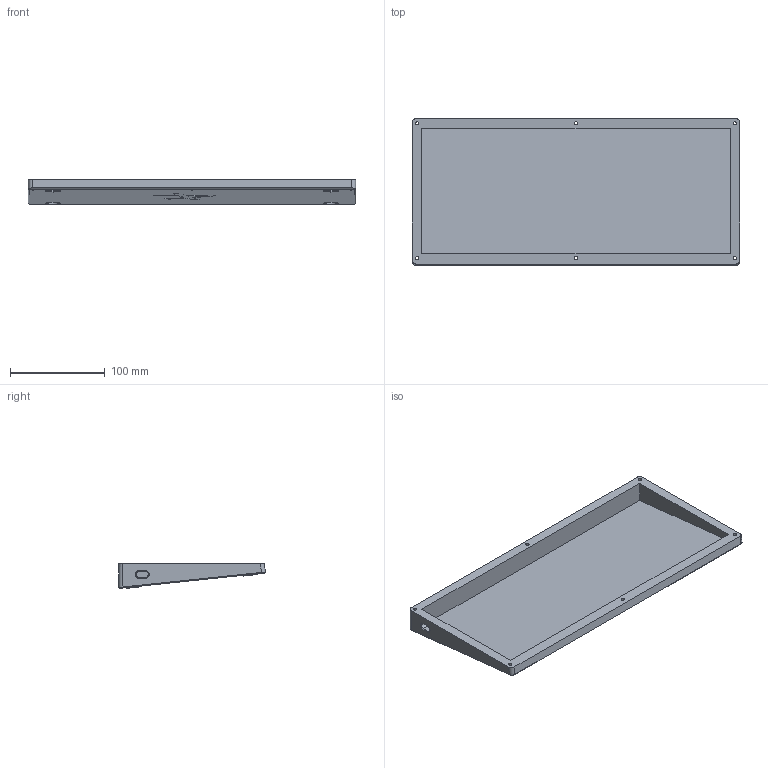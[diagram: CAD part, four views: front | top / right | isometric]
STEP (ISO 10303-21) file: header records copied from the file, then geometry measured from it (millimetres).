
FILE_DESCRIPTION(/* description */ (''),/* implementation_level */ '2;1');
FILE_NAME(/* name */ 'Bottom.step',/* time_stamp */ '2025-06-09T00:24:42+05:30',/* author */ (''),/* organization */ (''),/* preprocessor_version */ 'ST-DEVELOPER v20.1',/* originating_system */ 'Autodesk Translation Framework v14.10.0.0',/* authorisation */ '');
FILE_SCHEMA (('AUTOMOTIVE_DESIGN { 1 0 10303 214 3 1 1 }'));
Length unit declared in the file: millimetre
Products named in the file (1): Bottom
Bounding box: 344.85 x 154.69 x 25.88 mm (x, y, z)
Volume: 303406.6 mm3; surface area: 139642.5 mm2
Topology: 1 solids, 1 shells, 486 faces, 1341 edges, 886 vertices
Faces by surface type: bspline 343, plane 107, cylinder 28, cone 8
Full cylindrical faces by diameter (mm): 3.4 x6, 6 x6, 13.4 x4, 15 x4
Entity records: 18517 total; most frequent: CARTESIAN_POINT 8481, ORIENTED_EDGE 2682, EDGE_CURVE 1341, DIRECTION 1003, VERTEX_POINT 886, B_SPLINE_CURVE_WITH_KNOTS 626, LINE 595, VECTOR 595
